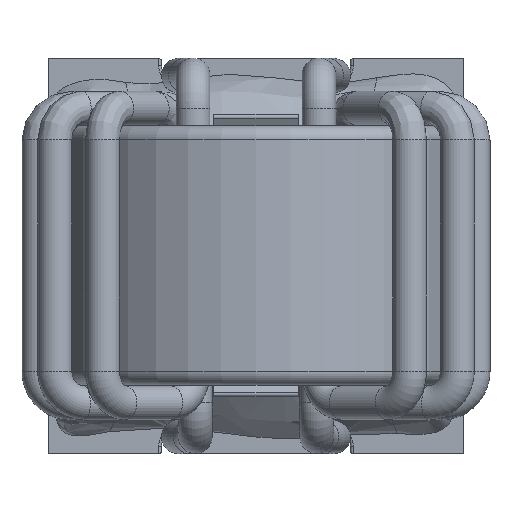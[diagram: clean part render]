
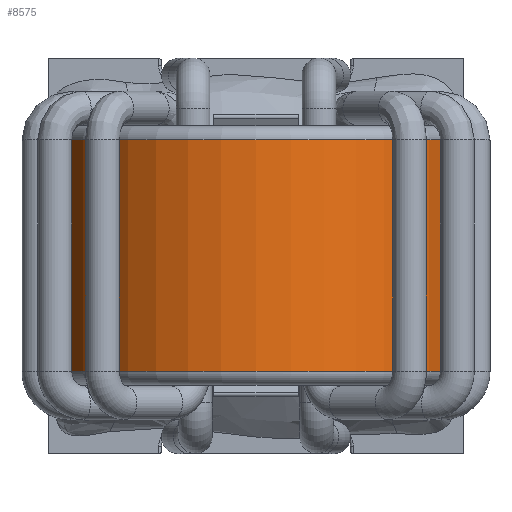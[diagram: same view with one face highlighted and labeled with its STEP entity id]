
A CAD part, top view. The second image highlights one B-rep face of the part: STEP entity #8575.
In plain terms, the highlighted cylindrical face has radius 7.075 mm (diameter 14.15 mm), a full revolution.
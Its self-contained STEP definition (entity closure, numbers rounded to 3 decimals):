
#1035=CIRCLE('',#9143,7.075);
#1036=CIRCLE('',#9144,7.075);
#1953=ORIENTED_EDGE('',*,*,#3239,.T.);
#1954=ORIENTED_EDGE('',*,*,#3240,.T.);
#3239=EDGE_CURVE('',#3920,#3920,#1035,.F.);
#3240=EDGE_CURVE('',#3921,#3921,#1036,.T.);
#3920=VERTEX_POINT('',#12322);
#3921=VERTEX_POINT('',#12324);
#4645=EDGE_LOOP('',(#1953));
#4646=EDGE_LOOP('',(#1954));
#5176=FACE_BOUND('',#4645,.T.);
#5177=FACE_BOUND('',#4646,.T.);
#5600=CYLINDRICAL_SURFACE('',#9142,7.075);
#8575=ADVANCED_FACE('',(#5176,#5177),#5600,.T.);
#9142=AXIS2_PLACEMENT_3D('',#12320,#10343,#10344);
#9143=AXIS2_PLACEMENT_3D('',#12321,#10345,#10346);
#9144=AXIS2_PLACEMENT_3D('',#12323,#10347,#10348);
#10343=DIRECTION('',(0.,1.,0.));
#10344=DIRECTION('',(0.,0.,1.));
#10345=DIRECTION('',(0.,1.,0.));
#10346=DIRECTION('',(0.,0.,1.));
#10347=DIRECTION('',(0.,1.,0.));
#10348=DIRECTION('',(0.,0.,1.));
#12320=CARTESIAN_POINT('',(0.,-4.6,7.575));
#12321=CARTESIAN_POINT('',(0.,4.1,7.575));
#12322=CARTESIAN_POINT('',(0.,4.1,14.65));
#12323=CARTESIAN_POINT('',(0.,-4.1,7.575));
#12324=CARTESIAN_POINT('',(0.,-4.1,14.65));
